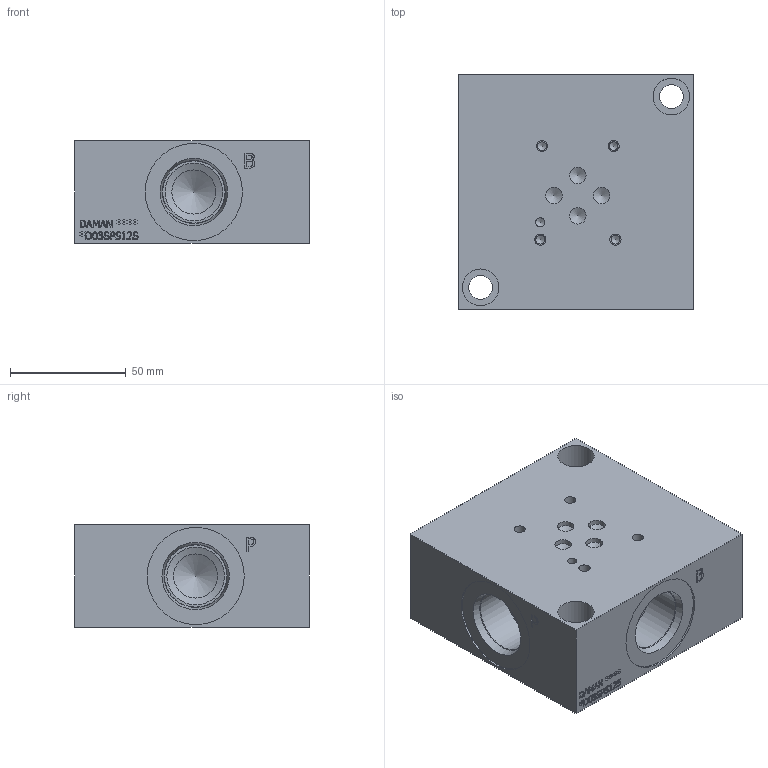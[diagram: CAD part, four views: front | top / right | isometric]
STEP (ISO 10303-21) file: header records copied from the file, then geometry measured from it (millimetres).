
FILE_DESCRIPTION(/* description */ (''),/* implementation_level */ '2;1');
FILE_NAME(/* name */ '_D03SPS12S.stp',/* time_stamp */ '2022-01-31T13:47:02-05:00',/* author */ ('bobbyh'),/* organization */ (''),/* preprocessor_version */ 'ST-DEVELOPER v18',/* originating_system */ 'Autodesk Inventor 2020',/* authorisation */ '');
FILE_SCHEMA (('AUTOMOTIVE_DESIGN { 1 0 10303 214 3 1 1 }'));
Length unit declared in the file: millimetre
Products named in the file (1): Part__D03SPS12S_3D
Bounding box: 101.6 x 101.6 x 44.45 mm (x, y, z)
Volume: 379388.5 mm3; surface area: 52713.8 mm2
Topology: 1 solids, 1 shells, 480 faces, 1320 edges, 889 vertices
Faces by surface type: plane 281, bspline 137, cylinder 37, cone 25
Full cylindrical faces by diameter (mm): 3.785 x4, 3.962 x1, 4.826 x4, 7.137 x4, 10.312 x2, 15.875 x2, 19.05 x4, 24.917 x4, 26.99 x4, 27.432 x4, 42.037 x4
Entity records: 16295 total; most frequent: CARTESIAN_POINT 4458, ORIENTED_EDGE 2614, DIRECTION 1859, EDGE_CURVE 1307, LINE 895, VECTOR 895, VERTEX_POINT 889, EDGE_LOOP 544
